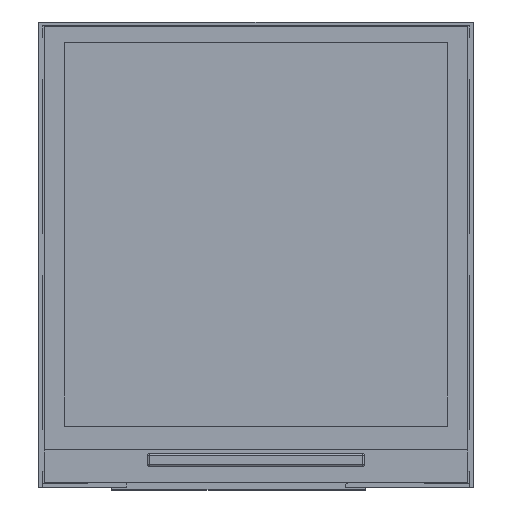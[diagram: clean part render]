
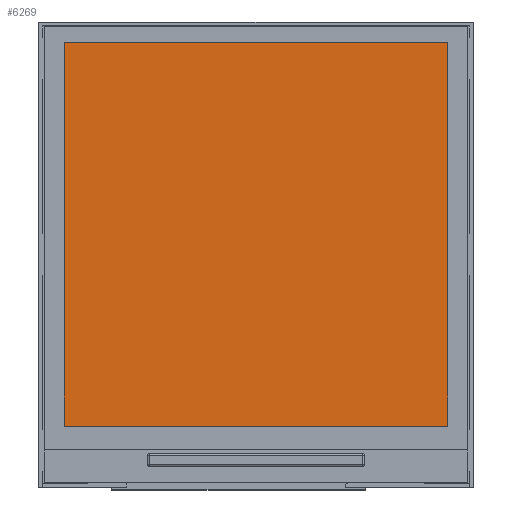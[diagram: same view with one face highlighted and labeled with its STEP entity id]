
A CAD part, top view. The second image highlights one B-rep face of the part: STEP entity #6269.
In plain terms, the highlighted planar face has unit normal (0, 0, 1).
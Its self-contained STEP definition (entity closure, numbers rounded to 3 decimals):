
#685=FACE_OUTER_BOUND('',#1040,.T.);
#1040=EDGE_LOOP('',(#5442,#5443,#5444,#5445));
#1759=LINE('',#11864,#2497);
#1761=LINE('',#11868,#2499);
#1763=LINE('',#11872,#2501);
#1765=LINE('',#11875,#2503);
#2497=VECTOR('',#7849,1.);
#2499=VECTOR('',#7853,1.);
#2501=VECTOR('',#7857,1.);
#2503=VECTOR('',#7861,1.);
#3098=VERTEX_POINT('',#11861);
#3099=VERTEX_POINT('',#11863);
#3100=VERTEX_POINT('',#11867);
#3101=VERTEX_POINT('',#11871);
#3899=EDGE_CURVE('',#3098,#3099,#1759,.T.);
#3901=EDGE_CURVE('',#3099,#3100,#1761,.T.);
#3903=EDGE_CURVE('',#3100,#3101,#1763,.T.);
#3905=EDGE_CURVE('',#3101,#3098,#1765,.T.);
#5442=ORIENTED_EDGE('',*,*,#3899,.F.);
#5443=ORIENTED_EDGE('',*,*,#3905,.F.);
#5444=ORIENTED_EDGE('',*,*,#3903,.F.);
#5445=ORIENTED_EDGE('',*,*,#3901,.F.);
#5955=PLANE('',#6619);
#6269=ADVANCED_FACE('',(#685),#5955,.F.);
#6619=AXIS2_PLACEMENT_3D('',#11876,#7862,#7863);
#7849=DIRECTION('',(0.,1.,0.));
#7853=DIRECTION('',(1.,0.,0.));
#7857=DIRECTION('',(0.,-1.,0.));
#7861=DIRECTION('',(-1.,0.,0.));
#7862=DIRECTION('center_axis',(0.,0.,-1.));
#7863=DIRECTION('ref_axis',(-1.,0.,0.));
#11861=CARTESIAN_POINT('',(-13.86,-12.279,1.661));
#11863=CARTESIAN_POINT('',(-13.86,15.441,1.661));
#11864=CARTESIAN_POINT('',(-13.86,-12.279,1.661));
#11867=CARTESIAN_POINT('',(13.86,15.441,1.661));
#11868=CARTESIAN_POINT('',(-13.86,15.441,1.661));
#11871=CARTESIAN_POINT('',(13.86,-12.279,1.661));
#11872=CARTESIAN_POINT('',(13.86,15.441,1.661));
#11875=CARTESIAN_POINT('',(13.86,-12.279,1.661));
#11876=CARTESIAN_POINT('Origin',(0.,-16.687,1.661));
